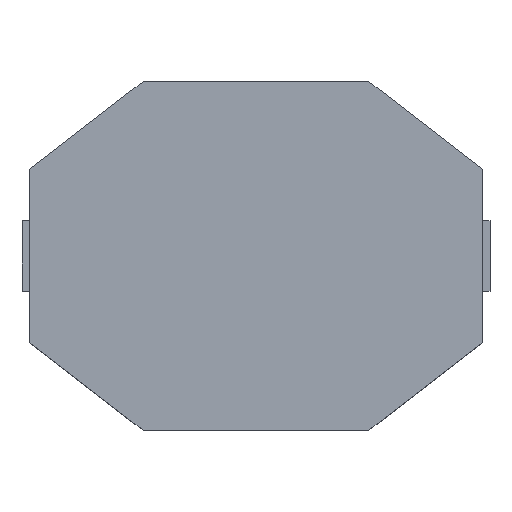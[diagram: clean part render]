
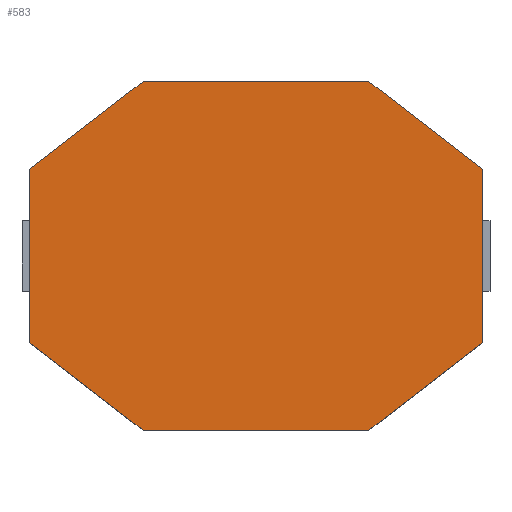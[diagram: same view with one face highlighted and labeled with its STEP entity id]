
A CAD part, top view. The second image highlights one B-rep face of the part: STEP entity #583.
In plain terms, the highlighted planar face has unit normal (0, 0, 1).
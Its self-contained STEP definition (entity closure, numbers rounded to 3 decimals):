
#202=CARTESIAN_POINT('',(9.296,3.556,7.214));
#201=VERTEX_POINT('',#202);
#212=CARTESIAN_POINT('',(9.296,-3.556,7.214));
#211=VERTEX_POINT('',#212);
#210=EDGE_CURVE('',#211,#201,#215,.T.);
#215=LINE('',#212,#217);
#217=VECTOR('',#218,7.112);
#218=DIRECTION('',(0.0,1.0,0.0));
#251=CARTESIAN_POINT('',(4.635,7.15,7.214));
#250=VERTEX_POINT('',#251);
#259=EDGE_CURVE('',#201,#250,#264,.T.);
#264=LINE('',#202,#266);
#266=VECTOR('',#267,5.886);
#267=DIRECTION('',(-0.792,0.611,0.0));
#300=CARTESIAN_POINT('',(-4.635,7.15,7.214));
#299=VERTEX_POINT('',#300);
#308=EDGE_CURVE('',#250,#299,#313,.T.);
#313=LINE('',#251,#315);
#315=VECTOR('',#316,9.271);
#316=DIRECTION('',(-1.0,0.0,0.0));
#359=CARTESIAN_POINT('',(-9.296,3.556,7.214));
#358=VERTEX_POINT('',#359);
#367=EDGE_CURVE('',#299,#358,#372,.T.);
#372=LINE('',#300,#374);
#374=VECTOR('',#375,5.886);
#375=DIRECTION('',(-0.792,-0.611,0.0));
#408=CARTESIAN_POINT('',(-9.296,-3.556,7.214));
#407=VERTEX_POINT('',#408);
#416=EDGE_CURVE('',#358,#407,#421,.T.);
#421=LINE('',#359,#423);
#423=VECTOR('',#424,7.112);
#424=DIRECTION('',(0.0,-1.0,0.0));
#457=CARTESIAN_POINT('',(-4.635,-7.15,7.214));
#456=VERTEX_POINT('',#457);
#465=EDGE_CURVE('',#407,#456,#470,.T.);
#470=LINE('',#408,#472);
#472=VECTOR('',#473,5.886);
#473=DIRECTION('',(0.792,-0.611,0.0));
#506=CARTESIAN_POINT('',(4.635,-7.15,7.214));
#505=VERTEX_POINT('',#506);
#514=EDGE_CURVE('',#456,#505,#519,.T.);
#519=LINE('',#457,#521);
#521=VECTOR('',#522,9.271);
#522=DIRECTION('',(1.0,0.0,0.0));
#563=EDGE_CURVE('',#505,#211,#568,.T.);
#568=LINE('',#506,#570);
#570=VECTOR('',#571,5.886);
#571=DIRECTION('',(0.792,0.611,0.0));
#583=ADVANCED_FACE('',(#589),#584,.T.);
#584=PLANE('',#585);
#585=AXIS2_PLACEMENT_3D('',#586,#587,#588);
#586=CARTESIAN_POINT('',(-4.635,-7.15,7.214));
#587=DIRECTION('',(0.0,0.0,1.0));
#588=DIRECTION('',(0.,1.,0.));
#589=FACE_OUTER_BOUND('',#590,.T.);
#590=EDGE_LOOP('',(#591,#601,#611,#621,#631,#641,#651,#661));
#591=ORIENTED_EDGE('',*,*,#514,.T.);
#601=ORIENTED_EDGE('',*,*,#563,.T.);
#611=ORIENTED_EDGE('',*,*,#210,.T.);
#621=ORIENTED_EDGE('',*,*,#259,.T.);
#631=ORIENTED_EDGE('',*,*,#308,.T.);
#641=ORIENTED_EDGE('',*,*,#367,.T.);
#651=ORIENTED_EDGE('',*,*,#416,.T.);
#661=ORIENTED_EDGE('',*,*,#465,.T.);
